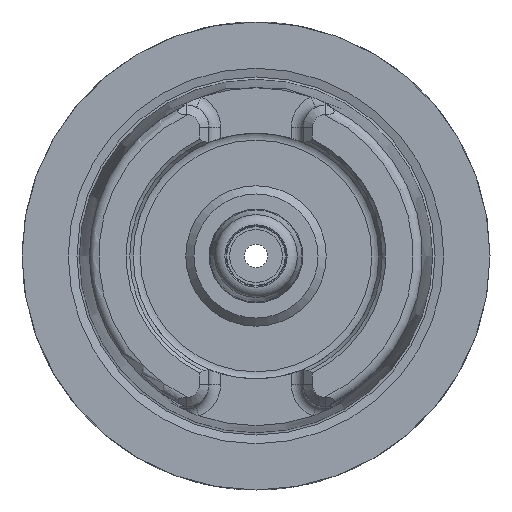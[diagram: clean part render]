
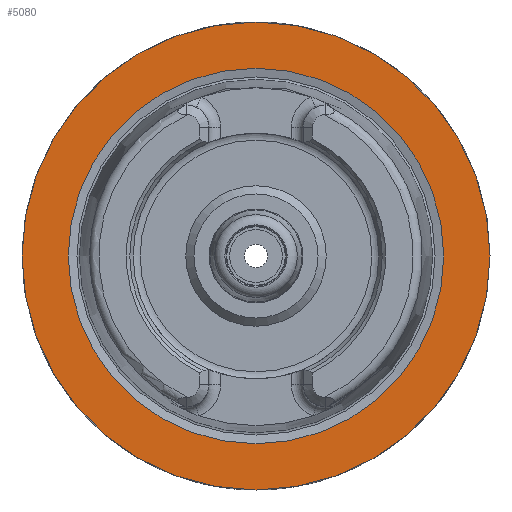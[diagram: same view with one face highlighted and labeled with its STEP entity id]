
A CAD part, left-side view. The second image highlights one B-rep face of the part: STEP entity #5080.
In plain terms, the highlighted planar face has unit normal (-1, 0, 0).
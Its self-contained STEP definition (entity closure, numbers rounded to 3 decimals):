
#4167=CARTESIAN_POINT('',(0.0,20.0,0.0));
#4168=VERTEX_POINT('',#4167);
#4169=CARTESIAN_POINT('',(0.0,0.0,0.0));
#4170=DIRECTION('',(1.0,0.0,0.0));
#4171=DIRECTION('',(0.0,1.0,0.0));
#4172=AXIS2_PLACEMENT_3D('',#4169,#4170,#4171);
#4173=CIRCLE('',#4172,20.0);
#4174=EDGE_CURVE('',#4168,#4168,#4173,.T.);
#5054=CARTESIAN_POINT('',(0.0,16.046,0.0));
#5055=VERTEX_POINT('',#5054);
#5056=CARTESIAN_POINT('',(0.0,0.0,0.0));
#5057=DIRECTION('',(1.0,0.0,0.0));
#5058=DIRECTION('',(0.0,1.0,0.0));
#5059=AXIS2_PLACEMENT_3D('',#5056,#5057,#5058);
#5060=CIRCLE('',#5059,16.046);
#5061=EDGE_CURVE('',#5055,#5055,#5060,.T.);
#5069=CARTESIAN_POINT('',(0.0,18.023,0.0));
#5070=DIRECTION('',(-1.0,0.0,0.0));
#5071=DIRECTION('',(0.0,0.0,1.0));
#5072=AXIS2_PLACEMENT_3D('',#5069,#5070,#5071);
#5073=PLANE('',#5072);
#5074=ORIENTED_EDGE('',*,*,#4174,.F.);
#5075=EDGE_LOOP('',(#5074));
#5076=FACE_OUTER_BOUND('',#5075,.T.);
#5077=ORIENTED_EDGE('',*,*,#5061,.T.);
#5078=EDGE_LOOP('',(#5077));
#5079=FACE_BOUND('',#5078,.T.);
#5080=ADVANCED_FACE('',(#5076,#5079),#5073,.T.);
